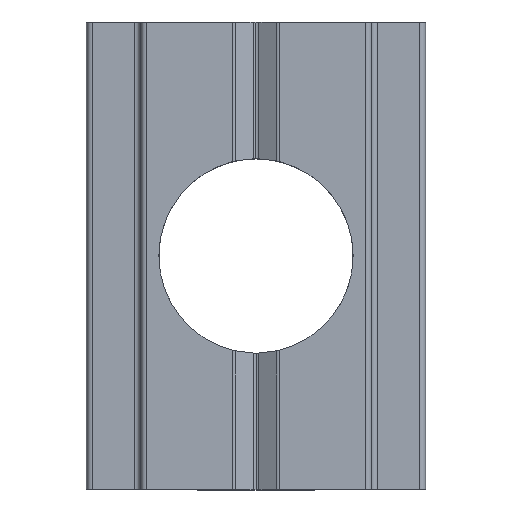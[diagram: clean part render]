
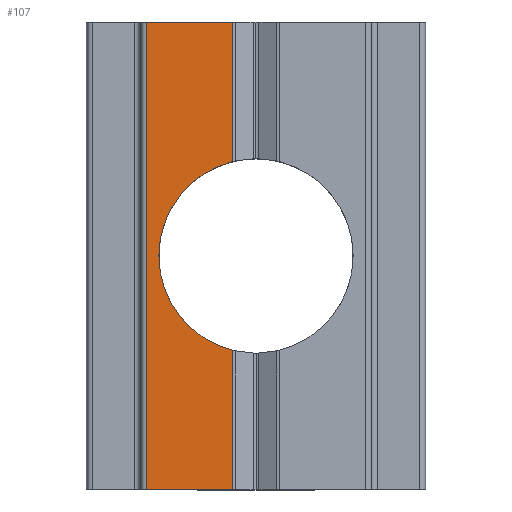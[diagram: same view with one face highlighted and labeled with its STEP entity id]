
A CAD part, top view. The second image highlights one B-rep face of the part: STEP entity #107.
In plain terms, the highlighted planar face has unit normal (0, 0, 1).
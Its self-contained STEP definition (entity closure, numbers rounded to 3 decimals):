
#38 = VECTOR ( 'NONE', #888, 1000. ) ;
#64 = VERTEX_POINT ( 'NONE', #1361 ) ;
#68 = ORIENTED_EDGE ( 'NONE', *, *, #729, .F. ) ;
#86 = VERTEX_POINT ( 'NONE', #606 ) ;
#107 = ADVANCED_FACE ( 'NONE', ( #967 ), #937, .F. ) ;
#135 = CARTESIAN_POINT ( 'NONE',  ( -3.75, -8., 1. ) ) ;
#160 = ORIENTED_EDGE ( 'NONE', *, *, #679, .F. ) ;
#171 = ORIENTED_EDGE ( 'NONE', *, *, #1139, .F. ) ;
#179 = AXIS2_PLACEMENT_3D ( 'NONE', #534, #1170, #828 ) ;
#255 = CARTESIAN_POINT ( 'NONE',  ( -0.804, -8., 1. ) ) ;
#300 = CIRCLE ( 'NONE', #656, 3.324 ) ;
#307 = ORIENTED_EDGE ( 'NONE', *, *, #854, .F. ) ;
#405 = DIRECTION ( 'NONE',  ( 0., 0., -1. ) ) ;
#417 = VECTOR ( 'NONE', #448, 1000. ) ;
#448 = DIRECTION ( 'NONE',  ( -1., 0., 0. ) ) ;
#453 = LINE ( 'NONE', #759, #417 ) ;
#494 = DIRECTION ( 'NONE',  ( 0., 1., 0. ) ) ;
#511 = LINE ( 'NONE', #1348, #991 ) ;
#512 = VERTEX_POINT ( 'NONE', #135 ) ;
#534 = CARTESIAN_POINT ( 'NONE',  ( -0.75, -8., 1. ) ) ;
#542 = VECTOR ( 'NONE', #814, 1000. ) ;
#600 = CARTESIAN_POINT ( 'NONE',  ( 0., 0., 1. ) ) ;
#606 = CARTESIAN_POINT ( 'NONE',  ( -3.75, 8., 1. ) ) ;
#615 = DIRECTION ( 'NONE',  ( 0., -1., 0. ) ) ;
#632 = DIRECTION ( 'NONE',  ( 1., 0., 0. ) ) ;
#644 = LINE ( 'NONE', #1220, #38 ) ;
#656 = AXIS2_PLACEMENT_3D ( 'NONE', #600, #405, #615 ) ;
#679 = EDGE_CURVE ( 'NONE', #86, #1373, #1218, .T. ) ;
#729 = EDGE_CURVE ( 'NONE', #512, #86, #511, .T. ) ;
#744 = VERTEX_POINT ( 'NONE', #904 ) ;
#759 = CARTESIAN_POINT ( 'NONE',  ( -0.75, -8., 1. ) ) ;
#814 = DIRECTION ( 'NONE',  ( 0., -1., 0. ) ) ;
#828 = DIRECTION ( 'NONE',  ( 0., 1., 0. ) ) ;
#854 = EDGE_CURVE ( 'NONE', #1094, #512, #453, .T. ) ;
#888 = DIRECTION ( 'NONE',  ( 0., -1., 0. ) ) ;
#904 = CARTESIAN_POINT ( 'NONE',  ( -0.804, 3.225, 1. ) ) ;
#937 = PLANE ( 'NONE',  #179 ) ;
#958 = EDGE_LOOP ( 'NONE', ( #1126, #171, #160, #68, #307, #1097 ) ) ;
#967 = FACE_OUTER_BOUND ( 'NONE', #958, .T. ) ;
#988 = LINE ( 'NONE', #1351, #542 ) ;
#991 = VECTOR ( 'NONE', #494, 1000. ) ;
#1003 = CARTESIAN_POINT ( 'NONE',  ( -0.804, 8., 1. ) ) ;
#1094 = VERTEX_POINT ( 'NONE', #255 ) ;
#1097 = ORIENTED_EDGE ( 'NONE', *, *, #1302, .F. ) ;
#1126 = ORIENTED_EDGE ( 'NONE', *, *, #1131, .T. ) ;
#1131 = EDGE_CURVE ( 'NONE', #64, #744, #300, .T. ) ;
#1139 = EDGE_CURVE ( 'NONE', #1373, #744, #988, .T. ) ;
#1170 = DIRECTION ( 'NONE',  ( 0., 0., -1. ) ) ;
#1218 = LINE ( 'NONE', #1276, #1270 ) ;
#1220 = CARTESIAN_POINT ( 'NONE',  ( -0.804, -8., 1. ) ) ;
#1270 = VECTOR ( 'NONE', #632, 1000. ) ;
#1276 = CARTESIAN_POINT ( 'NONE',  ( -0.75, 8., 1. ) ) ;
#1302 = EDGE_CURVE ( 'NONE', #64, #1094, #644, .T. ) ;
#1348 = CARTESIAN_POINT ( 'NONE',  ( -3.75, -8., 1. ) ) ;
#1351 = CARTESIAN_POINT ( 'NONE',  ( -0.804, -8., 1. ) ) ;
#1361 = CARTESIAN_POINT ( 'NONE',  ( -0.804, -3.225, 1. ) ) ;
#1373 = VERTEX_POINT ( 'NONE', #1003 ) ;
